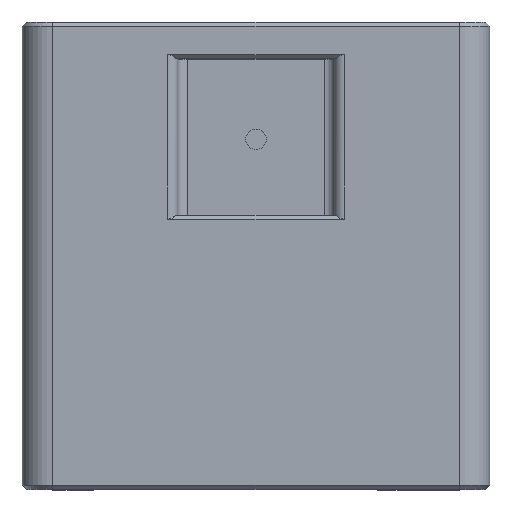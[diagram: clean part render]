
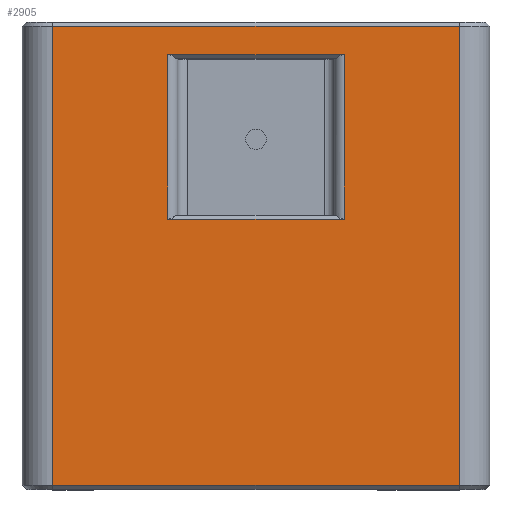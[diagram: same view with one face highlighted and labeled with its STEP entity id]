
A CAD part, top view. The second image highlights one B-rep face of the part: STEP entity #2905.
In plain terms, the highlighted planar face has unit normal (0, 0, 1).
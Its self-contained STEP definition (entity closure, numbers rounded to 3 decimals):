
#144=FACE_BOUND('',#537,.T.);
#353=FACE_OUTER_BOUND('',#536,.T.);
#536=EDGE_LOOP('',(#2076,#2077,#2078,#2079));
#537=EDGE_LOOP('',(#2080,#2081,#2082,#2083));
#701=LINE('',#4371,#947);
#706=LINE('',#4396,#952);
#727=LINE('',#4487,#973);
#757=LINE('',#4566,#1003);
#758=LINE('',#4570,#1004);
#759=LINE('',#4571,#1005);
#760=LINE('',#4572,#1006);
#761=LINE('',#4573,#1007);
#947=VECTOR('',#3423,10.);
#952=VECTOR('',#3446,10.);
#973=VECTOR('',#3535,10.);
#1003=VECTOR('',#3617,10.);
#1004=VECTOR('',#3622,10.);
#1005=VECTOR('',#3623,10.);
#1006=VECTOR('',#3624,10.);
#1007=VECTOR('',#3625,10.);
#1212=VERTEX_POINT('',#4364);
#1215=VERTEX_POINT('',#4369);
#1223=VERTEX_POINT('',#4389);
#1226=VERTEX_POINT('',#4394);
#1260=VERTEX_POINT('',#4479);
#1262=VERTEX_POINT('',#4485);
#1285=VERTEX_POINT('',#4565);
#1286=VERTEX_POINT('',#4569);
#1486=EDGE_CURVE('',#1215,#1212,#701,.T.);
#1498=EDGE_CURVE('',#1226,#1223,#706,.T.);
#1543=EDGE_CURVE('',#1262,#1260,#727,.T.);
#1582=EDGE_CURVE('',#1260,#1285,#757,.T.);
#1584=EDGE_CURVE('',#1286,#1262,#758,.T.);
#1585=EDGE_CURVE('',#1285,#1286,#759,.T.);
#1586=EDGE_CURVE('',#1223,#1215,#760,.T.);
#1587=EDGE_CURVE('',#1212,#1226,#761,.T.);
#2076=ORIENTED_EDGE('',*,*,#1543,.F.);
#2077=ORIENTED_EDGE('',*,*,#1584,.F.);
#2078=ORIENTED_EDGE('',*,*,#1585,.F.);
#2079=ORIENTED_EDGE('',*,*,#1582,.F.);
#2080=ORIENTED_EDGE('',*,*,#1586,.F.);
#2081=ORIENTED_EDGE('',*,*,#1498,.F.);
#2082=ORIENTED_EDGE('',*,*,#1587,.F.);
#2083=ORIENTED_EDGE('',*,*,#1486,.F.);
#2820=PLANE('',#3137);
#2905=ADVANCED_FACE('',(#353,#144),#2820,.T.);
#3137=AXIS2_PLACEMENT_3D('',#4568,#3620,#3621);
#3423=DIRECTION('',(-1.,0.,0.));
#3446=DIRECTION('',(1.,0.,0.));
#3535=DIRECTION('',(-1.,0.,0.));
#3617=DIRECTION('',(0.,1.,0.));
#3620=DIRECTION('center_axis',(0.,0.,1.));
#3621=DIRECTION('ref_axis',(1.,0.,0.));
#3622=DIRECTION('',(0.,-1.,0.));
#3623=DIRECTION('',(1.,0.,0.));
#3624=DIRECTION('',(0.,1.,0.));
#3625=DIRECTION('',(0.,-1.,0.));
#4364=CARTESIAN_POINT('',(-8.7,42.8,15.));
#4369=CARTESIAN_POINT('',(8.7,42.8,15.));
#4371=CARTESIAN_POINT('',(-11.5,42.8,15.));
#4389=CARTESIAN_POINT('',(8.7,26.6,15.));
#4394=CARTESIAN_POINT('',(-8.7,26.6,15.));
#4396=CARTESIAN_POINT('',(-11.5,26.6,15.));
#4479=CARTESIAN_POINT('',(-20.,0.4,15.));
#4485=CARTESIAN_POINT('',(20.,0.4,15.));
#4487=CARTESIAN_POINT('',(-11.5,0.4,15.));
#4565=CARTESIAN_POINT('',(-20.,45.6,15.));
#4566=CARTESIAN_POINT('',(-20.,0.,15.));
#4568=CARTESIAN_POINT('Origin',(-23.,0.,15.));
#4569=CARTESIAN_POINT('',(20.,45.6,15.));
#4570=CARTESIAN_POINT('',(20.,0.,15.));
#4571=CARTESIAN_POINT('',(-11.5,45.6,15.));
#4572=CARTESIAN_POINT('',(8.7,13.5,15.));
#4573=CARTESIAN_POINT('',(-8.7,13.5,15.));
